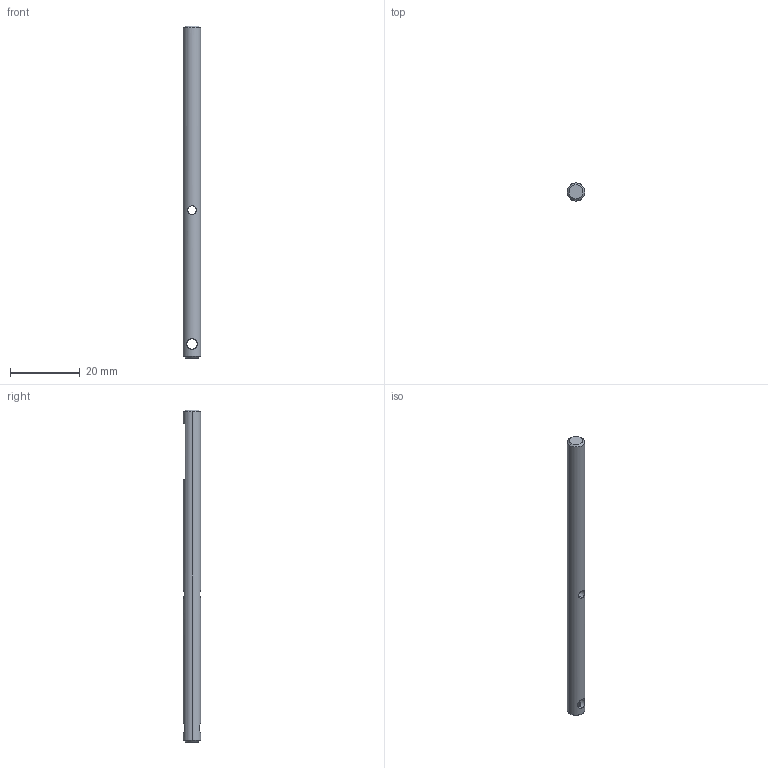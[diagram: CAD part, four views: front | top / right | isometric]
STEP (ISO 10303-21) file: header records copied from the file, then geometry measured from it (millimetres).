
FILE_DESCRIPTION (( 'STEP AP214' ), '1' );
FILE_NAME ('Locking Pin.step', '2019-11-11T12:27:16', ( '' ), ( '' ), 'SwSTEP 2.0', 'SolidWorks 2019', '' );
FILE_SCHEMA (( 'AUTOMOTIVE_DESIGN' ));
Length unit declared in the file: millimetre
Products named in the file (1): Locking Pin
Bounding box: 5 x 5 x 95 mm (x, y, z)
Volume: 1774.9 mm3; surface area: 1586.1 mm2
Topology: 1 solids, 1 shells, 17 faces, 41 edges, 26 vertices
Faces by surface type: cylinder 8, plane 5, cone 4
Entity records: 789 total; most frequent: CARTESIAN_POINT 313, ORIENTED_EDGE 82, DIRECTION 77, EDGE_CURVE 41, AXIS2_PLACEMENT_3D 30, VERTEX_POINT 26, EDGE_LOOP 23, ADVANCED_FACE 17
